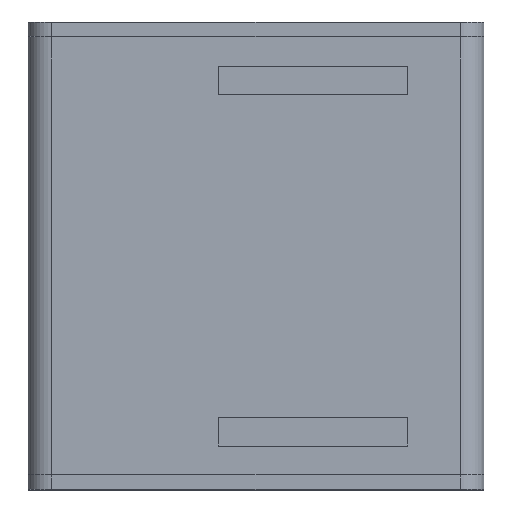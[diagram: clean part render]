
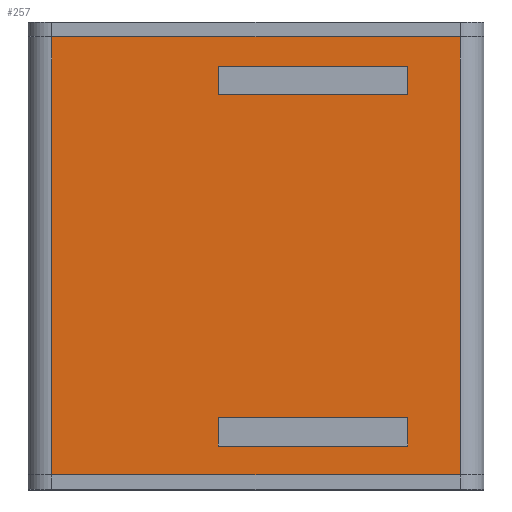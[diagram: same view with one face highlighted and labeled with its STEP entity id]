
A CAD part, top view. The second image highlights one B-rep face of the part: STEP entity #257.
In plain terms, the highlighted planar face has unit normal (0, 0, 1).
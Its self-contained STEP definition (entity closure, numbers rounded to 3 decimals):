
#1 = VECTOR ( 'NONE', #1032, 1000. ) ;
#7 = EDGE_CURVE ( 'NONE', #888, #264, #864, .T. ) ;
#13 = CARTESIAN_POINT ( 'NONE',  ( 45.5, 23.1, 44. ) ) ;
#19 = CARTESIAN_POINT ( 'NONE',  ( 20., -17., 44. ) ) ;
#48 = LINE ( 'NONE', #1171, #941 ) ;
#68 = VECTOR ( 'NONE', #470, 1000. ) ;
#69 = VERTEX_POINT ( 'NONE', #1437 ) ;
#81 = VERTEX_POINT ( 'NONE', #887 ) ;
#99 = DIRECTION ( 'NONE',  ( 1., 0., 0. ) ) ;
#110 = FACE_OUTER_BOUND ( 'NONE', #565, .T. ) ;
#130 = PLANE ( 'NONE',  #1378 ) ;
#131 = ORIENTED_EDGE ( 'NONE', *, *, #1349, .T. ) ;
#133 = DIRECTION ( 'NONE',  ( -1., 0., 0. ) ) ;
#147 = EDGE_CURVE ( 'NONE', #1316, #1163, #48, .T. ) ;
#153 = ORIENTED_EDGE ( 'NONE', *, *, #1382, .F. ) ;
#174 = LINE ( 'NONE', #516, #1404 ) ;
#195 = EDGE_LOOP ( 'NONE', ( #1203, #1384, #345, #1438 ) ) ;
#197 = CARTESIAN_POINT ( 'NONE',  ( 2.5, 23.1, 44. ) ) ;
#221 = VECTOR ( 'NONE', #929, 1000. ) ;
#246 = CARTESIAN_POINT ( 'NONE',  ( 20., 20., 44. ) ) ;
#257 = ADVANCED_FACE ( 'NONE', ( #1132, #110, #1011 ), #130, .F. ) ;
#258 = CARTESIAN_POINT ( 'NONE',  ( 48., -20., 44. ) ) ;
#264 = VERTEX_POINT ( 'NONE', #13 ) ;
#295 = VECTOR ( 'NONE', #133, 1000. ) ;
#345 = ORIENTED_EDGE ( 'NONE', *, *, #1359, .F. ) ;
#353 = VECTOR ( 'NONE', #99, 1000. ) ;
#371 = DIRECTION ( 'NONE',  ( -1., 0., 0. ) ) ;
#376 = EDGE_CURVE ( 'NONE', #481, #458, #540, .T. ) ;
#457 = LINE ( 'NONE', #695, #1170 ) ;
#458 = VERTEX_POINT ( 'NONE', #1401 ) ;
#470 = DIRECTION ( 'NONE',  ( 1., 0., 0. ) ) ;
#472 = CARTESIAN_POINT ( 'NONE',  ( 48., -20., 44. ) ) ;
#473 = VERTEX_POINT ( 'NONE', #969 ) ;
#481 = VERTEX_POINT ( 'NONE', #197 ) ;
#494 = VERTEX_POINT ( 'NONE', #546 ) ;
#514 = VERTEX_POINT ( 'NONE', #1010 ) ;
#516 = CARTESIAN_POINT ( 'NONE',  ( 20., -20., 44. ) ) ;
#540 = LINE ( 'NONE', #1003, #1286 ) ;
#546 = CARTESIAN_POINT ( 'NONE',  ( 40., -17., 44. ) ) ;
#547 = EDGE_CURVE ( 'NONE', #731, #494, #1131, .T. ) ;
#556 = VECTOR ( 'NONE', #680, 1000. ) ;
#563 = EDGE_CURVE ( 'NONE', #888, #458, #457, .T. ) ;
#565 = EDGE_LOOP ( 'NONE', ( #1035, #842, #610, #1300 ) ) ;
#610 = ORIENTED_EDGE ( 'NONE', *, *, #563, .F. ) ;
#623 = CARTESIAN_POINT ( 'NONE',  ( 45.5, -20., 44. ) ) ;
#653 = DIRECTION ( 'NONE',  ( 0., 1., 0. ) ) ;
#680 = DIRECTION ( 'NONE',  ( 0., 1., 0. ) ) ;
#694 = LINE ( 'NONE', #19, #1 ) ;
#695 = CARTESIAN_POINT ( 'NONE',  ( 48., -23.1, 44. ) ) ;
#710 = LINE ( 'NONE', #1144, #68 ) ;
#721 = DIRECTION ( 'NONE',  ( 0., -1., 0. ) ) ;
#723 = EDGE_LOOP ( 'NONE', ( #1339, #131, #952, #153 ) ) ;
#731 = VERTEX_POINT ( 'NONE', #1102 ) ;
#770 = EDGE_CURVE ( 'NONE', #473, #514, #174, .T. ) ;
#805 = CARTESIAN_POINT ( 'NONE',  ( 40., -17., 44. ) ) ;
#842 = ORIENTED_EDGE ( 'NONE', *, *, #376, .T. ) ;
#864 = LINE ( 'NONE', #623, #1354 ) ;
#887 = CARTESIAN_POINT ( 'NONE',  ( 20., 17., 44. ) ) ;
#888 = VERTEX_POINT ( 'NONE', #891 ) ;
#889 = LINE ( 'NONE', #1094, #353 ) ;
#891 = CARTESIAN_POINT ( 'NONE',  ( 45.5, -23.1, 44. ) ) ;
#896 = EDGE_CURVE ( 'NONE', #81, #69, #889, .T. ) ;
#908 = DIRECTION ( 'NONE',  ( -1., 0., 0. ) ) ;
#925 = DIRECTION ( 'NONE',  ( 0., 0., -1. ) ) ;
#929 = DIRECTION ( 'NONE',  ( 0., 1., 0. ) ) ;
#941 = VECTOR ( 'NONE', #1059, 1000. ) ;
#952 = ORIENTED_EDGE ( 'NONE', *, *, #770, .F. ) ;
#969 = CARTESIAN_POINT ( 'NONE',  ( 20., -17., 44. ) ) ;
#990 = LINE ( 'NONE', #1065, #1398 ) ;
#1003 = CARTESIAN_POINT ( 'NONE',  ( 2.5, -23.1, 44. ) ) ;
#1010 = CARTESIAN_POINT ( 'NONE',  ( 20., -20., 44. ) ) ;
#1011 = FACE_BOUND ( 'NONE', #195, .T. ) ;
#1019 = LINE ( 'NONE', #1037, #221 ) ;
#1032 = DIRECTION ( 'NONE',  ( -1., 0., 0. ) ) ;
#1035 = ORIENTED_EDGE ( 'NONE', *, *, #1444, .F. ) ;
#1037 = CARTESIAN_POINT ( 'NONE',  ( 40., 17., 44. ) ) ;
#1059 = DIRECTION ( 'NONE',  ( 1., 0., 0. ) ) ;
#1065 = CARTESIAN_POINT ( 'NONE',  ( 20., 20., 44. ) ) ;
#1084 = DIRECTION ( 'NONE',  ( 0., -1., 0. ) ) ;
#1094 = CARTESIAN_POINT ( 'NONE',  ( 20., 17., 44. ) ) ;
#1102 = CARTESIAN_POINT ( 'NONE',  ( 40., -20., 44. ) ) ;
#1131 = LINE ( 'NONE', #805, #556 ) ;
#1132 = FACE_BOUND ( 'NONE', #723, .T. ) ;
#1144 = CARTESIAN_POINT ( 'NONE',  ( 0., 23.1, 44. ) ) ;
#1151 = LINE ( 'NONE', #258, #295 ) ;
#1163 = VERTEX_POINT ( 'NONE', #1322 ) ;
#1170 = VECTOR ( 'NONE', #908, 1000. ) ;
#1171 = CARTESIAN_POINT ( 'NONE',  ( 12., 20., 44. ) ) ;
#1203 = ORIENTED_EDGE ( 'NONE', *, *, #1282, .F. ) ;
#1282 = EDGE_CURVE ( 'NONE', #1316, #81, #990, .T. ) ;
#1286 = VECTOR ( 'NONE', #1084, 1000. ) ;
#1300 = ORIENTED_EDGE ( 'NONE', *, *, #7, .T. ) ;
#1316 = VERTEX_POINT ( 'NONE', #246 ) ;
#1322 = CARTESIAN_POINT ( 'NONE',  ( 40., 20., 44. ) ) ;
#1339 = ORIENTED_EDGE ( 'NONE', *, *, #547, .F. ) ;
#1349 = EDGE_CURVE ( 'NONE', #731, #514, #1151, .T. ) ;
#1354 = VECTOR ( 'NONE', #653, 1000. ) ;
#1359 = EDGE_CURVE ( 'NONE', #69, #1163, #1019, .T. ) ;
#1378 = AXIS2_PLACEMENT_3D ( 'NONE', #472, #925, #371 ) ;
#1382 = EDGE_CURVE ( 'NONE', #494, #473, #694, .T. ) ;
#1384 = ORIENTED_EDGE ( 'NONE', *, *, #147, .T. ) ;
#1398 = VECTOR ( 'NONE', #1435, 1000. ) ;
#1401 = CARTESIAN_POINT ( 'NONE',  ( 2.5, -23.1, 44. ) ) ;
#1404 = VECTOR ( 'NONE', #721, 1000. ) ;
#1435 = DIRECTION ( 'NONE',  ( 0., -1., 0. ) ) ;
#1437 = CARTESIAN_POINT ( 'NONE',  ( 40., 17., 44. ) ) ;
#1438 = ORIENTED_EDGE ( 'NONE', *, *, #896, .F. ) ;
#1444 = EDGE_CURVE ( 'NONE', #481, #264, #710, .T. ) ;
